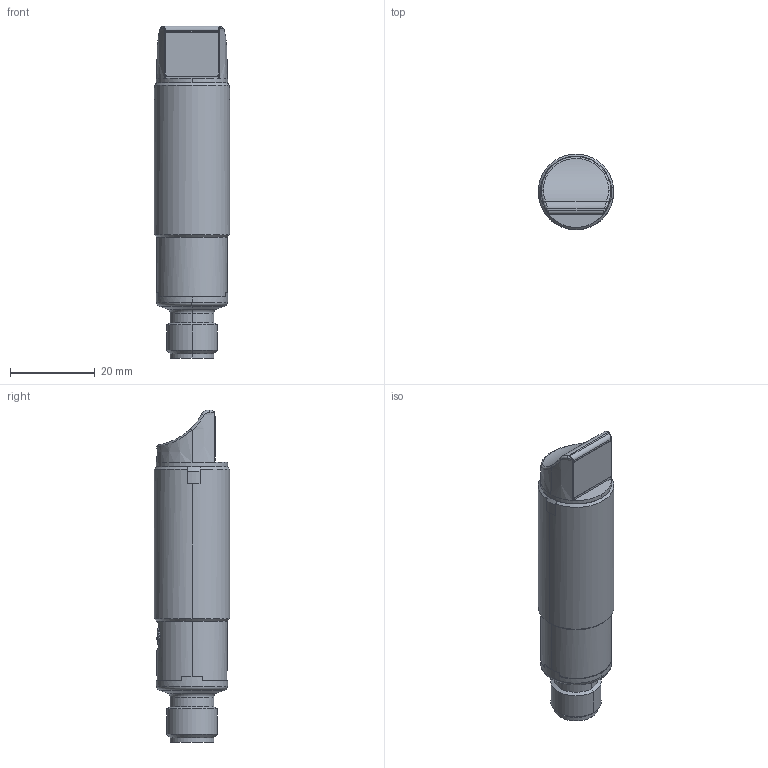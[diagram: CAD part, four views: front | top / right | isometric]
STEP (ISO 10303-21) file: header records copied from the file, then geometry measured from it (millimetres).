
FILE_DESCRIPTION((''),'2;1');
FILE_NAME('022','2021-02-01T14:50:59',('axu'),(''),'CREO PARAMETRIC BY PTC INC, 2019292','CREO PARAMETRIC BY PTC INC, 2019292','');
FILE_SCHEMA(('CONFIG_CONTROL_DESIGN','SHAPE_APPEARANCE_LAYERS_GROUPS'));
Length unit declared in the file: millimetre
Products named in the file (1): 022
Bounding box: 17.88 x 17.88 x 78.5 mm (x, y, z)
Volume: 15149.1 mm3; surface area: 8425.6 mm2
Topology: 1 solids, 1 shells, 332 faces, 854 edges, 534 vertices
Faces by surface type: plane 107, cylinder 97, bspline 49, cone 36, torus 31, sphere 12
Entity records: 15991 total; most frequent: CARTESIAN_POINT 4230, ORIENTED_EDGE 1688, DIRECTION 1596, EDGE_CURVE 844, AXIS2_PLACEMENT_3D 647, FILL_AREA_STYLE_COLOUR 635, FILL_AREA_STYLE 635, SURFACE_STYLE_FILL_AREA 635
